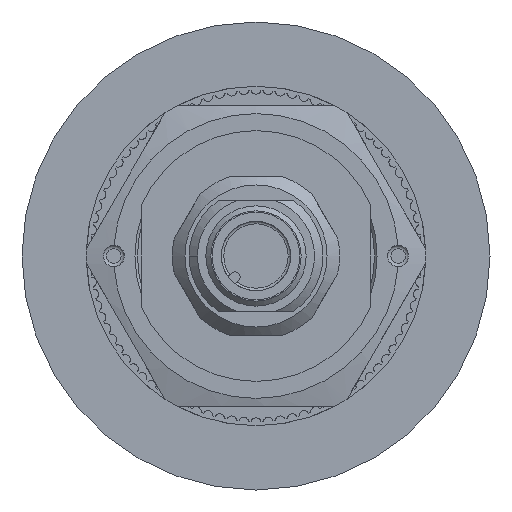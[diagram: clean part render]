
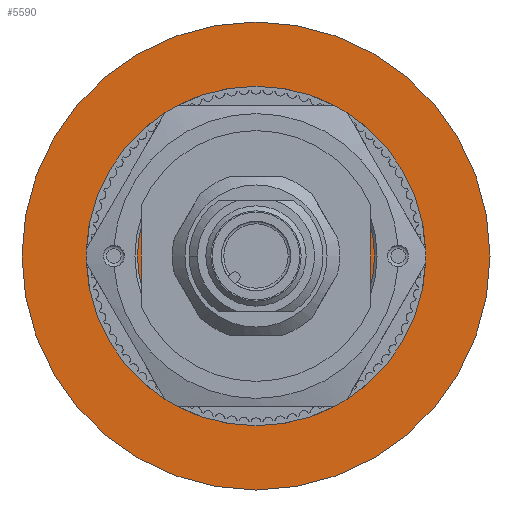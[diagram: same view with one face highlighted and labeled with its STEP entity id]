
A CAD part, front view. The second image highlights one B-rep face of the part: STEP entity #5590.
In plain terms, the highlighted planar face has unit normal (0, -1, 0).
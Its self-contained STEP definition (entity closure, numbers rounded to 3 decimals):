
#186=CIRCLE('',#5936,15.);
#193=CIRCLE('',#5945,15.);
#194=CIRCLE('',#5947,28.);
#663=VERTEX_POINT('',#8233);
#666=VERTEX_POINT('',#8238);
#667=VERTEX_POINT('',#8242);
#670=VERTEX_POINT('',#8247);
#699=VERTEX_POINT('',#8341);
#1242=VECTOR('',#6551,1.);
#1246=VECTOR('',#6556,1.);
#1751=LINE('',#8239,#1242);
#1755=LINE('',#8248,#1246);
#2282=EDGE_CURVE('',#663,#666,#1751,.T.);
#2286=EDGE_CURVE('',#667,#670,#1755,.T.);
#2326=EDGE_CURVE('',#667,#666,#186,.T.);
#2335=EDGE_CURVE('',#663,#670,#193,.T.);
#2336=EDGE_CURVE('',#699,#699,#194,.T.);
#3276=ORIENTED_EDGE('',*,*,#2335,.F.);
#3277=ORIENTED_EDGE('',*,*,#2282,.T.);
#3278=ORIENTED_EDGE('',*,*,#2326,.F.);
#3279=ORIENTED_EDGE('',*,*,#2286,.T.);
#3280=ORIENTED_EDGE('',*,*,#2336,.T.);
#4926=EDGE_LOOP('',(#3276,#3277,#3278,#3279));
#4927=EDGE_LOOP('',(#3280));
#5261=FACE_BOUND('',#4926,.T.);
#5262=FACE_BOUND('',#4927,.T.);
#5590=ADVANCED_FACE('',(#5261,#5262),#10042,.F.);
#5936=AXIS2_PLACEMENT_3D('',#8325,#6633,#6634);
#5945=AXIS2_PLACEMENT_3D('',#8338,#6651,#6652);
#5946=AXIS2_PLACEMENT_3D('',#8339,#6653,$);
#5947=AXIS2_PLACEMENT_3D('',#8340,#6654,#6655);
#6551=DIRECTION('',(0.,0.,-1.));
#6556=DIRECTION('',(0.,0.,1.));
#6633=DIRECTION('',(0.,-1.,0.));
#6634=DIRECTION('',(15.,0.,0.));
#6651=DIRECTION('',(0.,-1.,0.));
#6652=DIRECTION('',(15.,0.,0.));
#6653=DIRECTION('',(0.,1.,0.));
#6654=DIRECTION('',(0.,-1.,0.));
#6655=DIRECTION('',(28.,0.,0.));
#8233=CARTESIAN_POINT('',(13.75,0.,5.995));
#8238=CARTESIAN_POINT('',(13.75,0.,-5.995));
#8239=CARTESIAN_POINT('',(13.75,0.,5.995));
#8242=CARTESIAN_POINT('',(-13.75,0.,-5.995));
#8247=CARTESIAN_POINT('',(-13.75,0.,5.995));
#8248=CARTESIAN_POINT('',(-13.75,0.,-5.995));
#8325=CARTESIAN_POINT('',(0.,0.,0.));
#8338=CARTESIAN_POINT('',(0.,0.,0.));
#8339=CARTESIAN_POINT('',(28.,0.,0.));
#8340=CARTESIAN_POINT('',(0.,0.,0.));
#8341=CARTESIAN_POINT('',(28.,0.,0.));
#10042=PLANE('',#5946);
